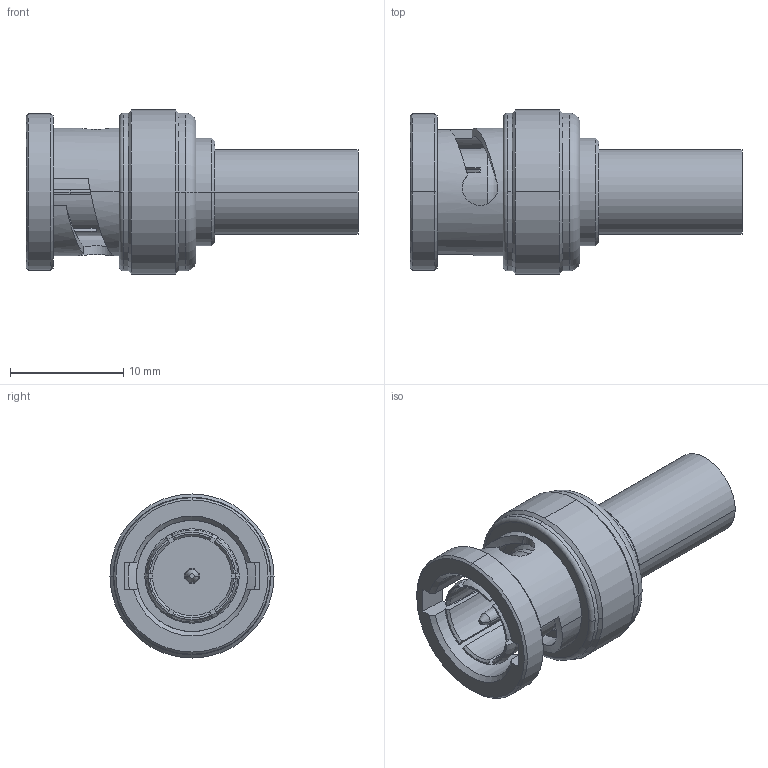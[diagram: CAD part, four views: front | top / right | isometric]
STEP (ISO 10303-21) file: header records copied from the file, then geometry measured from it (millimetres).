
FILE_DESCRIPTION((''),'2;1');
FILE_NAME('112519_SW0002','2020-07-15T17:10:15',('Krishnaprasath'),(''),'CREO PARAMETRIC BY PTC INC, 2019444','CREO PARAMETRIC BY PTC INC, 2019444','');
FILE_SCHEMA(('CONFIG_CONTROL_DESIGN'));
Length unit declared in the file: millimetre
Products named in the file (1): 112519_SW0002
Bounding box: 29.35 x 14.5 x 14.5 mm (x, y, z)
Volume: 1888.2 mm3; surface area: 2143.6 mm2
Topology: 1 solids, 1 shells, 133 faces, 334 edges, 210 vertices
Faces by surface type: cylinder 46, plane 43, cone 28, torus 12, bspline 4
Entity records: 4557 total; most frequent: CARTESIAN_POINT 1314, DIRECTION 686, ORIENTED_EDGE 668, EDGE_CURVE 334, AXIS2_PLACEMENT_3D 275, VERTEX_POINT 210, CIRCLE 146, EDGE_LOOP 144
